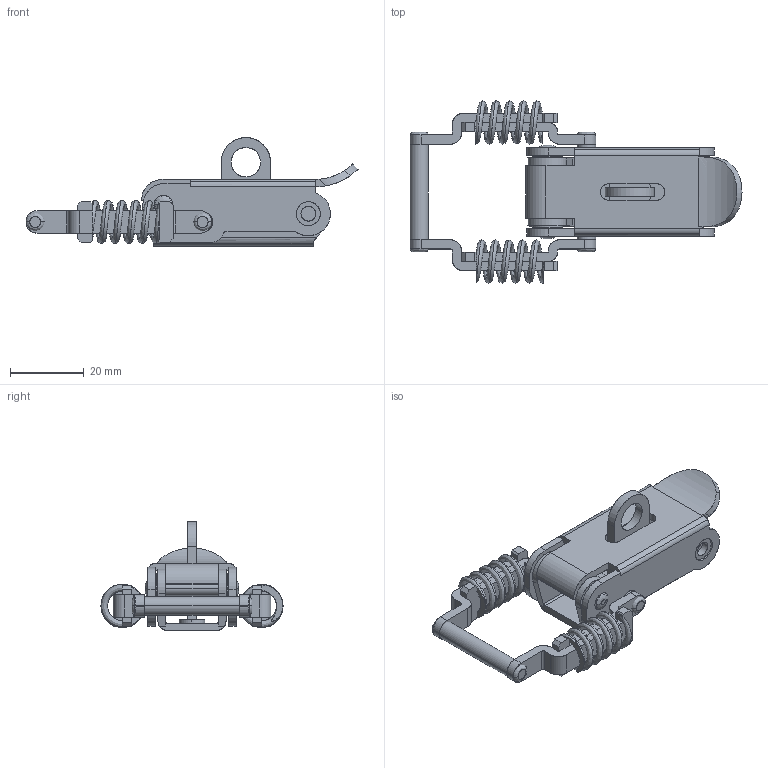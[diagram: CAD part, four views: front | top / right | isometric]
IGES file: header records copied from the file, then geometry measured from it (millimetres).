
Start section: SolidWorks IGES file using analytic representation for surfaces
Global section: file name: GP 2094.IGS; native system: SolidWorks 2017; preprocessor: SolidWorks 2017; author: cbrechard; date: 190913.134009; units: millimetre
Bounding box: 90.27 x 49.5 x 29.6 mm (x, y, z)
Surface area: 16751.2 mm2 (no closed solid volume)
Topology: 0 solids, 0 shells, 295 faces, 4195 edges, 4195 vertices
Faces by surface type: bspline 174, revolution 121
